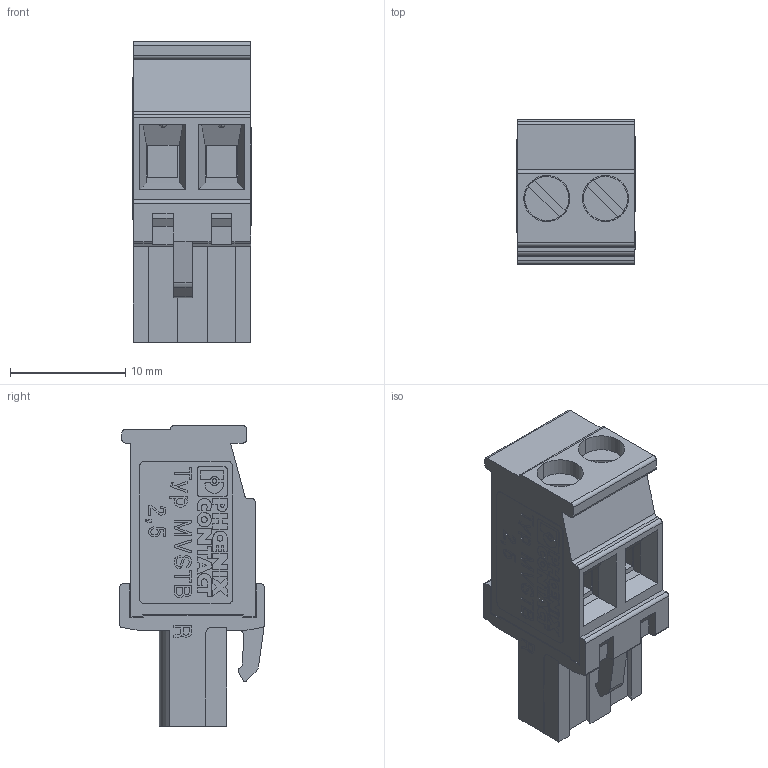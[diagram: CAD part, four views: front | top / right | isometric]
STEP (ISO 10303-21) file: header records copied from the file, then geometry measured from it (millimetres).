
FILE_DESCRIPTION(('STEP AP214'),'1');
FILE_NAME('cctmp_C719F154-5326-4933-9D30-49E7EB959E2F_2023_01_30_09_53_07_0076_10520..stp','2023-01-30T09:53:07',('PHOENIX CONTACT Deutschland GmbH'),('CADClick - www.CADClick.com'),'Spatial InterOp 3D',' ','unknown authorization');
FILE_SCHEMA(('AUTOMOTIVE_DESIGN'));
Length unit declared in the file: millimetre
Products named in the file (8): 2023_01_30_09_53_06_0716; 2023_01_30_09_53_07_0076; 2023_01_30_09_53_07_0060; 2023_01_30_09_53_07_0045; 2023_01_30_09_53_07_0029; 2023_01_30_09_53_07_0013; 2023_01_30_09_53_06_0998; 2023_01_30_09_53_06_0951
Assembly tree (7 placements, depth 2):
  2023_01_30_09_53_06_0716
    2023_01_30_09_53_07_0076
    2023_01_30_09_53_07_0060
    2023_01_30_09_53_07_0045
    2023_01_30_09_53_07_0029
    2023_01_30_09_53_07_0013
    2023_01_30_09_53_06_0998
    2023_01_30_09_53_06_0951
Bounding box: 10.25 x 12.52 x 26.03 mm (x, y, z)
Volume: 2007.9 mm3; surface area: 2667.3 mm2
Topology: 7 solids, 7 shells, 846 faces, 2340 edges, 1550 vertices
Faces by surface type: plane 733, cylinder 72, extrusion 33, cone 4, sphere 4
Entity records: 34674 total; most frequent: CARTESIAN_POINT 5997, ORIENTED_EDGE 4672, DIRECTION 4125, EDGE_CURVE 2336, VECTOR 2123, LINE 2090, VERTEX_POINT 1550, AXIS2_PLACEMENT_3D 1001
